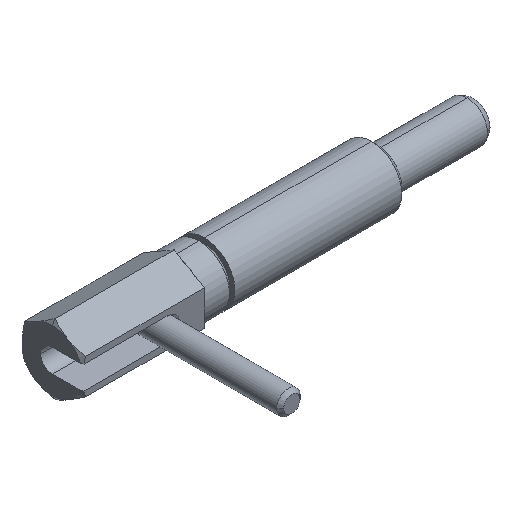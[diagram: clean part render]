
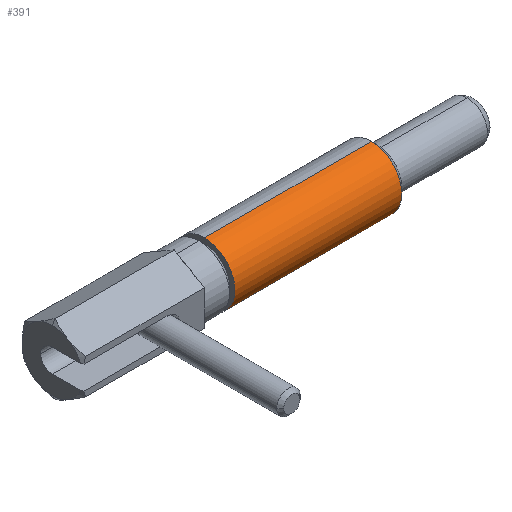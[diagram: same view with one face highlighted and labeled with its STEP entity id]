
A CAD part, isometric view. The second image highlights one B-rep face of the part: STEP entity #391.
In plain terms, the highlighted cylindrical face has radius 3 mm (diameter 6 mm), a partial arc.
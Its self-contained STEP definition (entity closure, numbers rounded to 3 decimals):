
#313=VERTEX_POINT('',#850);
#327=EDGE_CURVE('',#451,#563,#865,.T.);
#391=ADVANCED_FACE('',(#936),#937,.T.);
#403=VERTEX_POINT('',#950);
#451=VERTEX_POINT('',#1003);
#561=EDGE_CURVE('',#313,#403,#1131,.T.);
#563=VERTEX_POINT('',#1133);
#595=EDGE_CURVE('',#313,#451,#1167,.T.);
#625=EDGE_CURVE('',#563,#403,#1197,.T.);
#850=CARTESIAN_POINT('',(-17.0,0.,3.0));
#865=CIRCLE('',#1464,3.0);
#936=FACE_OUTER_BOUND('',#1578,.T.);
#937=CYLINDRICAL_SURFACE('',#1579,3.0);
#950=CARTESIAN_POINT('',(-17.0,0.,-3.0));
#1003=CARTESIAN_POINT('',(-0.541,0.,3.0));
#1131=CIRCLE('',#1844,3.0);
#1133=CARTESIAN_POINT('',(-0.541,0.,-3.0));
#1167=LINE('',#1893,#1894);
#1197=LINE('',#1950,#1951);
#1464=AXIS2_PLACEMENT_3D('',#2360,#2361,#2362);
#1578=EDGE_LOOP('',(#2447,#2448,#2449,#2450));
#1579=AXIS2_PLACEMENT_3D('',#2451,#2452,#2453);
#1844=AXIS2_PLACEMENT_3D('',#2687,#2688,#2689);
#1893=CARTESIAN_POINT('',(-8.771,0.,3.0));
#1894=VECTOR('',#2724,1.0);
#1950=CARTESIAN_POINT('',(-8.771,0.,-3.0));
#1951=VECTOR('',#2744,1.0);
#2360=CARTESIAN_POINT('',(-0.541,0.0,0.0));
#2361=DIRECTION('',(1.0,0.0,-0.0));
#2362=DIRECTION('',(0.0,0.,1.0));
#2447=ORIENTED_EDGE('',*,*,#595,.F.);
#2448=ORIENTED_EDGE('',*,*,#561,.T.);
#2449=ORIENTED_EDGE('',*,*,#625,.F.);
#2450=ORIENTED_EDGE('',*,*,#327,.F.);
#2451=CARTESIAN_POINT('',(-8.771,0.0,0.0));
#2452=DIRECTION('',(-1.0,-0.0,0.0));
#2453=DIRECTION('',(0.0,0.,1.0));
#2687=CARTESIAN_POINT('',(-17.0,0.0,0.0));
#2688=DIRECTION('',(1.0,0.0,-0.0));
#2689=DIRECTION('',(0.0,0.,1.0));
#2724=DIRECTION('',(1.0,0.0,0.0));
#2744=DIRECTION('',(-1.0,-0.0,-0.0));
